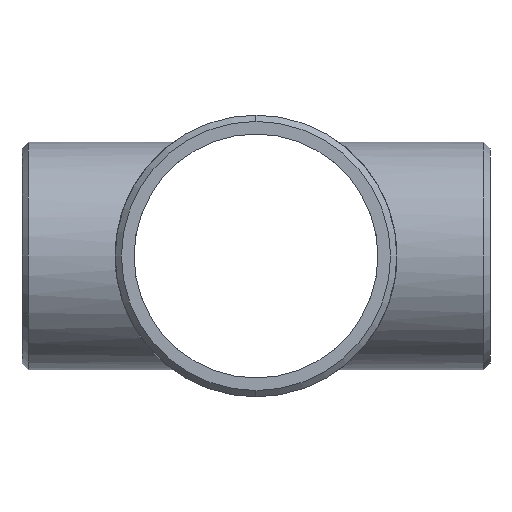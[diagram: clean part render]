
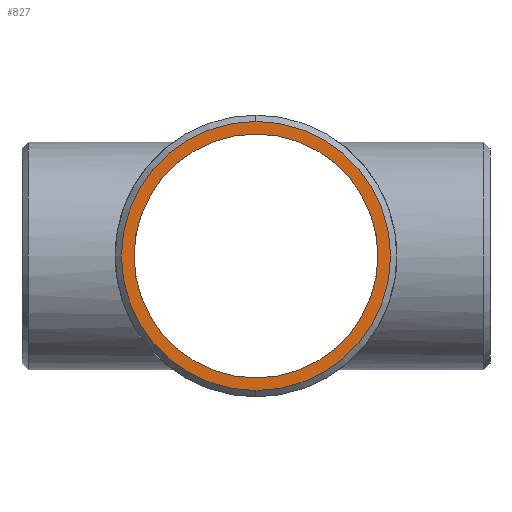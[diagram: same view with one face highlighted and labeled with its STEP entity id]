
A CAD part, left-side view. The second image highlights one B-rep face of the part: STEP entity #827.
In plain terms, the highlighted planar face has unit normal (-1, 0, 0).
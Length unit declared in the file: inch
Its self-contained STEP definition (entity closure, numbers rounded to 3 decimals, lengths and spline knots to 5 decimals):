
#15 = CARTESIAN_POINT ( 'NONE',  ( -4.88, 0., 0. ) ) ;
#16 = ORIENTED_EDGE ( 'NONE', *, *, #931, .T. ) ;
#24 = CIRCLE ( 'NONE', #922, 2.4065 ) ;
#40 = EDGE_LOOP ( 'NONE', ( #344, #1379 ) ) ;
#94 = CARTESIAN_POINT ( 'NONE',  ( -4.88, 0., -2.4065 ) ) ;
#100 = CARTESIAN_POINT ( 'NONE',  ( -4.88, 0., 0. ) ) ;
#133 = AXIS2_PLACEMENT_3D ( 'NONE', #1275, #738, #454 ) ;
#218 = AXIS2_PLACEMENT_3D ( 'NONE', #15, #1188, #228 ) ;
#228 = DIRECTION ( 'NONE',  ( 0., 0., 1. ) ) ;
#234 = VERTEX_POINT ( 'NONE', #94 ) ;
#331 = ORIENTED_EDGE ( 'NONE', *, *, #986, .T. ) ;
#344 = ORIENTED_EDGE ( 'NONE', *, *, #529, .T. ) ;
#356 = CARTESIAN_POINT ( 'NONE',  ( -4.88, 0., 2.4065 ) ) ;
#381 = CIRCLE ( 'NONE', #133, 2.4065 ) ;
#412 = CARTESIAN_POINT ( 'NONE',  ( -4.88, 0., 0. ) ) ;
#444 = EDGE_CURVE ( 'NONE', #234, #568, #24, .T. ) ;
#454 = DIRECTION ( 'NONE',  ( 0., 0., 1. ) ) ;
#466 = CARTESIAN_POINT ( 'NONE',  ( -4.88, 0., 2.6565 ) ) ;
#516 = DIRECTION ( 'NONE',  ( 0., 0., 1. ) ) ;
#525 = AXIS2_PLACEMENT_3D ( 'NONE', #883, #871, #877 ) ;
#529 = EDGE_CURVE ( 'NONE', #568, #234, #381, .T. ) ;
#530 = DIRECTION ( 'NONE',  ( -1., 0., 0. ) ) ;
#537 = VERTEX_POINT ( 'NONE', #466 ) ;
#568 = VERTEX_POINT ( 'NONE', #356 ) ;
#738 = DIRECTION ( 'NONE',  ( 1., 0., 0. ) ) ;
#745 = FACE_OUTER_BOUND ( 'NONE', #921, .T. ) ;
#785 = VERTEX_POINT ( 'NONE', #848 ) ;
#827 = ADVANCED_FACE ( 'NONE', ( #745, #1173 ), #1068, .T. ) ;
#848 = CARTESIAN_POINT ( 'NONE',  ( -4.88, 0., -2.6565 ) ) ;
#871 = DIRECTION ( 'NONE',  ( -1., 0., 0. ) ) ;
#877 = DIRECTION ( 'NONE',  ( 0., 0., 1. ) ) ;
#883 = CARTESIAN_POINT ( 'NONE',  ( -4.88, 0., 0. ) ) ;
#911 = CIRCLE ( 'NONE', #218, 2.6565 ) ;
#921 = EDGE_LOOP ( 'NONE', ( #16, #331 ) ) ;
#922 = AXIS2_PLACEMENT_3D ( 'NONE', #412, #957, #516 ) ;
#931 = EDGE_CURVE ( 'NONE', #785, #537, #911, .T. ) ;
#955 = AXIS2_PLACEMENT_3D ( 'NONE', #100, #530, #963 ) ;
#957 = DIRECTION ( 'NONE',  ( 1., 0., 0. ) ) ;
#963 = DIRECTION ( 'NONE',  ( 0., 0., -1. ) ) ;
#986 = EDGE_CURVE ( 'NONE', #537, #785, #1067, .T. ) ;
#1067 = CIRCLE ( 'NONE', #525, 2.6565 ) ;
#1068 = PLANE ( 'NONE',  #955 ) ;
#1173 = FACE_BOUND ( 'NONE', #40, .T. ) ;
#1188 = DIRECTION ( 'NONE',  ( -1., 0., 0. ) ) ;
#1275 = CARTESIAN_POINT ( 'NONE',  ( -4.88, 0., 0. ) ) ;
#1379 = ORIENTED_EDGE ( 'NONE', *, *, #444, .T. ) ;
